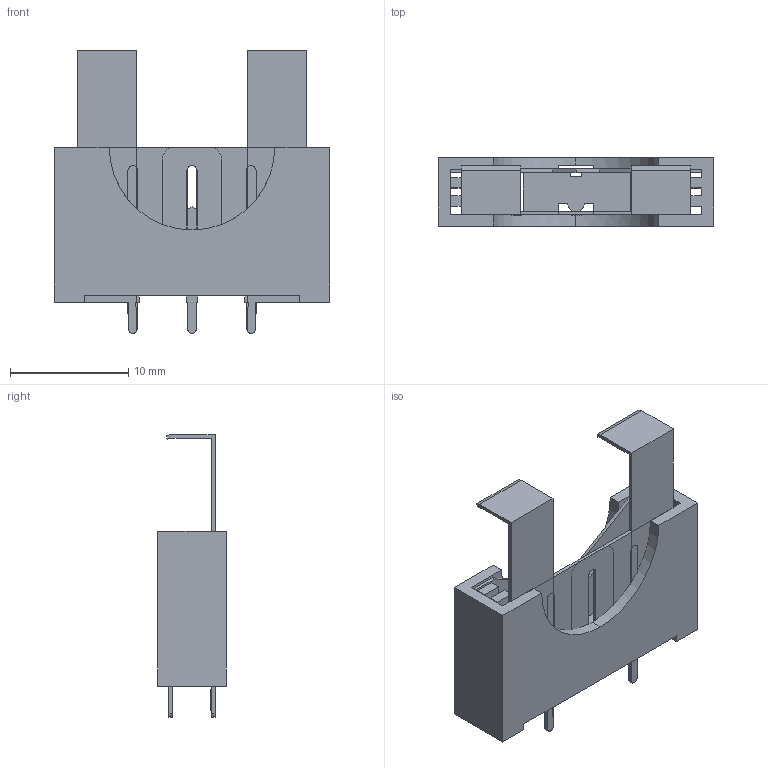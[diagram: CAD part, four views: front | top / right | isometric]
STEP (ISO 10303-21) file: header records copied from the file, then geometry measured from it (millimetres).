
FILE_DESCRIPTION (( 'STEP AP214' ), '1' );
FILE_NAME ('BAT-TH_AAA-BAT-038-K01.step', '2022-06-16T11:03:16', ( '' ), ( '' ), 'SwSTEP 2.0', 'SolidWorks 2020', '' );
FILE_SCHEMA (( 'AUTOMOTIVE_DESIGN' ));
Length unit declared in the file: millimetre
Products named in the file (1): BAT-TH_AAA-BAT-038-K01
Bounding box: 23.3 x 5.81 x 23.92 mm (x, y, z)
Volume: 878.9 mm3; surface area: 2927.2 mm2
Topology: 10 solids, 10 shells, 473 faces, 1287 edges, 858 vertices
Faces by surface type: plane 312, bspline 98, cylinder 63
Entity records: 20671 total; most frequent: CARTESIAN_POINT 3961, ORIENTED_EDGE 2574, DIRECTION 1935, EDGE_CURVE 1287, VECTOR 967, LINE 967, VERTEX_POINT 858, EDGE_LOOP 513
